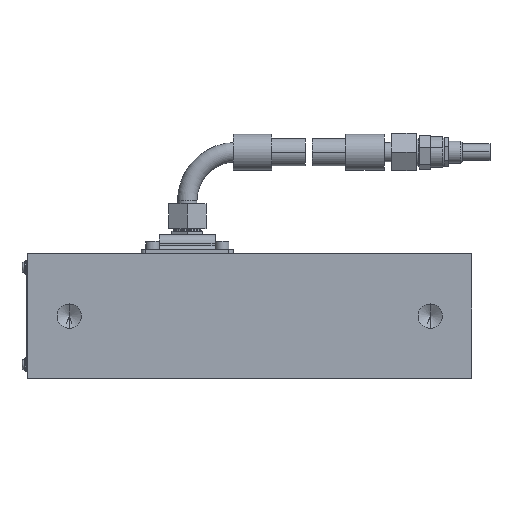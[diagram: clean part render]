
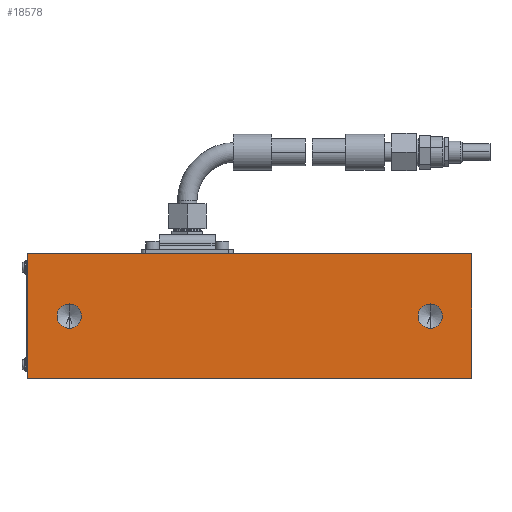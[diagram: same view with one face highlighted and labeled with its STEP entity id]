
A CAD part, front view. The second image highlights one B-rep face of the part: STEP entity #18578.
In plain terms, the highlighted planar face has unit normal (0, -1, 0).
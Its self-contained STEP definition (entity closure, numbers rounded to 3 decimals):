
#303 = FACE_BOUND ( 'NONE', #21221, .T. ) ;
#523 = DIRECTION ( 'NONE',  ( 0., -1., 0. ) ) ;
#656 = CARTESIAN_POINT ( 'NONE',  ( 160., -62.5, -45. ) ) ;
#828 = CARTESIAN_POINT ( 'NONE',  ( 160., -62.5, 45. ) ) ;
#1159 = DIRECTION ( 'NONE',  ( 0., 0., -1. ) ) ;
#1211 = CIRCLE ( 'NONE', #7998, 8.75 ) ;
#1300 = DIRECTION ( 'NONE',  ( 0., -1., 0. ) ) ;
#1457 = EDGE_LOOP ( 'NONE', ( #17159, #2211, #4047, #13116 ) ) ;
#1566 = CARTESIAN_POINT ( 'NONE',  ( 160., -62.5, 45. ) ) ;
#1954 = DIRECTION ( 'NONE',  ( 1., 0., 0. ) ) ;
#2177 = CARTESIAN_POINT ( 'NONE',  ( -160., -62.5, 45. ) ) ;
#2211 = ORIENTED_EDGE ( 'NONE', *, *, #9088, .F. ) ;
#2233 = VERTEX_POINT ( 'NONE', #11962 ) ;
#2579 = EDGE_CURVE ( 'NONE', #2233, #21047, #9824, .T. ) ;
#3342 = ORIENTED_EDGE ( 'NONE', *, *, #5540, .F. ) ;
#4047 = ORIENTED_EDGE ( 'NONE', *, *, #11368, .F. ) ;
#4274 = DIRECTION ( 'NONE',  ( 0., 0., -1. ) ) ;
#4579 = CARTESIAN_POINT ( 'NONE',  ( -160., -62.5, -45. ) ) ;
#4748 = LINE ( 'NONE', #17846, #9034 ) ;
#4921 = CARTESIAN_POINT ( 'NONE',  ( -130., -62.5, 8.75 ) ) ;
#5033 = CIRCLE ( 'NONE', #12255, 8.75 ) ;
#5365 = VERTEX_POINT ( 'NONE', #5388 ) ;
#5388 = CARTESIAN_POINT ( 'NONE',  ( -160., -62.5, 45. ) ) ;
#5540 = EDGE_CURVE ( 'NONE', #21047, #2233, #5033, .T. ) ;
#6299 = VECTOR ( 'NONE', #16560, 1000. ) ;
#6386 = DIRECTION ( 'NONE',  ( 0., -1., 0. ) ) ;
#7012 = AXIS2_PLACEMENT_3D ( 'NONE', #13198, #6386, #1159 ) ;
#7998 = AXIS2_PLACEMENT_3D ( 'NONE', #18265, #1300, #13270 ) ;
#8168 = EDGE_CURVE ( 'NONE', #15265, #18943, #1211, .T. ) ;
#8448 = CARTESIAN_POINT ( 'NONE',  ( -160., -62.5, -45. ) ) ;
#8914 = DIRECTION ( 'NONE',  ( 0., 0., -1. ) ) ;
#9034 = VECTOR ( 'NONE', #14119, 1000. ) ;
#9088 = EDGE_CURVE ( 'NONE', #5365, #16977, #10536, .T. ) ;
#9434 = FACE_BOUND ( 'NONE', #9765, .T. ) ;
#9765 = EDGE_LOOP ( 'NONE', ( #19638, #3342 ) ) ;
#9824 = CIRCLE ( 'NONE', #21377, 8.75 ) ;
#9896 = VECTOR ( 'NONE', #4274, 1000. ) ;
#9940 = FACE_OUTER_BOUND ( 'NONE', #1457, .T. ) ;
#9951 = EDGE_CURVE ( 'NONE', #18943, #15265, #17199, .T. ) ;
#10536 = LINE ( 'NONE', #2177, #12146 ) ;
#11368 = EDGE_CURVE ( 'NONE', #17041, #5365, #4748, .T. ) ;
#11962 = CARTESIAN_POINT ( 'NONE',  ( 130., -62.5, -8.75 ) ) ;
#12146 = VECTOR ( 'NONE', #1954, 1000. ) ;
#12255 = AXIS2_PLACEMENT_3D ( 'NONE', #14298, #21249, #21324 ) ;
#13033 = ORIENTED_EDGE ( 'NONE', *, *, #8168, .F. ) ;
#13116 = ORIENTED_EDGE ( 'NONE', *, *, #18142, .F. ) ;
#13198 = CARTESIAN_POINT ( 'NONE',  ( -130., -62.5, 0. ) ) ;
#13270 = DIRECTION ( 'NONE',  ( 0., 0., -1. ) ) ;
#14119 = DIRECTION ( 'NONE',  ( 0., 0., 1. ) ) ;
#14298 = CARTESIAN_POINT ( 'NONE',  ( 130., -62.5, 0. ) ) ;
#14358 = LINE ( 'NONE', #4579, #6299 ) ;
#15040 = AXIS2_PLACEMENT_3D ( 'NONE', #17435, #523, #8914 ) ;
#15265 = VERTEX_POINT ( 'NONE', #15683 ) ;
#15683 = CARTESIAN_POINT ( 'NONE',  ( -130., -62.5, -8.75 ) ) ;
#16201 = EDGE_CURVE ( 'NONE', #16977, #17226, #17932, .T. ) ;
#16376 = ORIENTED_EDGE ( 'NONE', *, *, #9951, .F. ) ;
#16560 = DIRECTION ( 'NONE',  ( -1., 0., 0. ) ) ;
#16977 = VERTEX_POINT ( 'NONE', #1566 ) ;
#17041 = VERTEX_POINT ( 'NONE', #8448 ) ;
#17159 = ORIENTED_EDGE ( 'NONE', *, *, #16201, .F. ) ;
#17199 = CIRCLE ( 'NONE', #7012, 8.75 ) ;
#17226 = VERTEX_POINT ( 'NONE', #656 ) ;
#17435 = CARTESIAN_POINT ( 'NONE',  ( 0., -62.5, 0. ) ) ;
#17846 = CARTESIAN_POINT ( 'NONE',  ( -160., -62.5, 45. ) ) ;
#17932 = LINE ( 'NONE', #828, #9896 ) ;
#18019 = DIRECTION ( 'NONE',  ( 0., 0., -1. ) ) ;
#18142 = EDGE_CURVE ( 'NONE', #17226, #17041, #14358, .T. ) ;
#18265 = CARTESIAN_POINT ( 'NONE',  ( -130., -62.5, 0. ) ) ;
#18578 = ADVANCED_FACE ( 'NONE', ( #303, #9434, #9940 ), #20940, .T. ) ;
#18943 = VERTEX_POINT ( 'NONE', #4921 ) ;
#19638 = ORIENTED_EDGE ( 'NONE', *, *, #2579, .F. ) ;
#19747 = CARTESIAN_POINT ( 'NONE',  ( 130., -62.5, 0. ) ) ;
#19974 = DIRECTION ( 'NONE',  ( 0., -1., 0. ) ) ;
#20940 = PLANE ( 'NONE',  #15040 ) ;
#21047 = VERTEX_POINT ( 'NONE', #21659 ) ;
#21221 = EDGE_LOOP ( 'NONE', ( #13033, #16376 ) ) ;
#21249 = DIRECTION ( 'NONE',  ( 0., -1., 0. ) ) ;
#21324 = DIRECTION ( 'NONE',  ( 0., 0., -1. ) ) ;
#21377 = AXIS2_PLACEMENT_3D ( 'NONE', #19747, #19974, #18019 ) ;
#21659 = CARTESIAN_POINT ( 'NONE',  ( 130., -62.5, 8.75 ) ) ;
